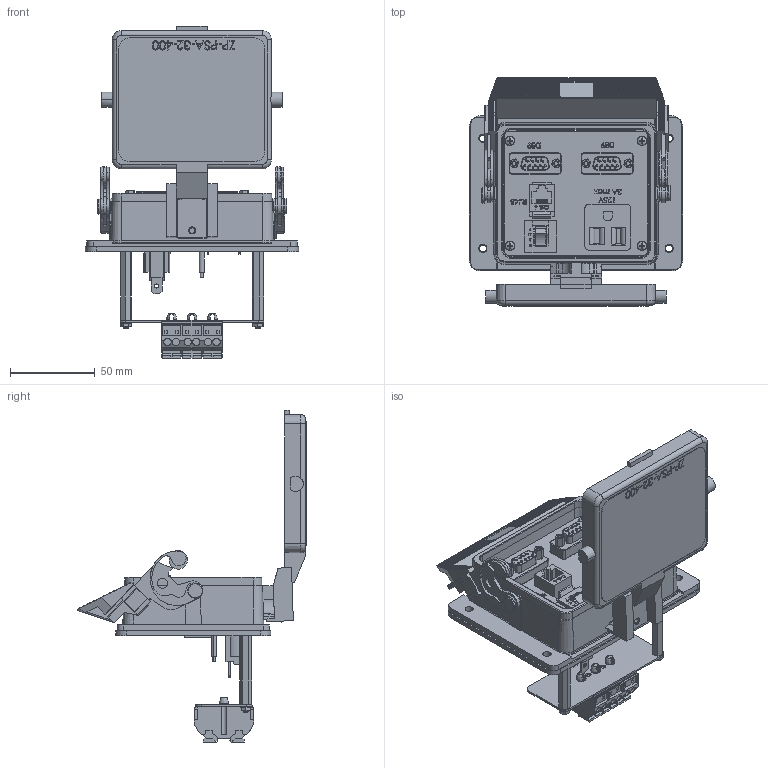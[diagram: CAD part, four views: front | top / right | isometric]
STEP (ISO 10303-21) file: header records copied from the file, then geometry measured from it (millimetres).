
FILE_DESCRIPTION (( 'STEP AP214' ), '1' );
FILE_NAME ('ZP-PSA-32-400.step', '2018-09-05T17:20:27', ( '' ), ( '' ), 'SwSTEP 2.0', 'SolidWorks 2017', '' );
FILE_SCHEMA (( 'AUTOMOTIVE_DESIGN' ));
Length unit declared in the file: inch
Products named in the file (1): ZP-PSA-32-400
Bounding box: 125.98 x 134.96 x 196.16 mm (x, y, z)
Volume: 198522.7 mm3; surface area: 122015.6 mm2
Topology: 1 solids, 12 shells, 3646 faces, 9711 edges, 6321 vertices
Faces by surface type: plane 2201, cylinder 764, bspline 431, cone 127, torus 115, sphere 8
Entity records: 164709 total; most frequent: CARTESIAN_POINT 45820, ORIENTED_EDGE 19398, DIRECTION 16845, EDGE_CURVE 9699, VECTOR 6457, LINE 6457, VERTEX_POINT 6321, AXIS2_PLACEMENT_3D 5194
